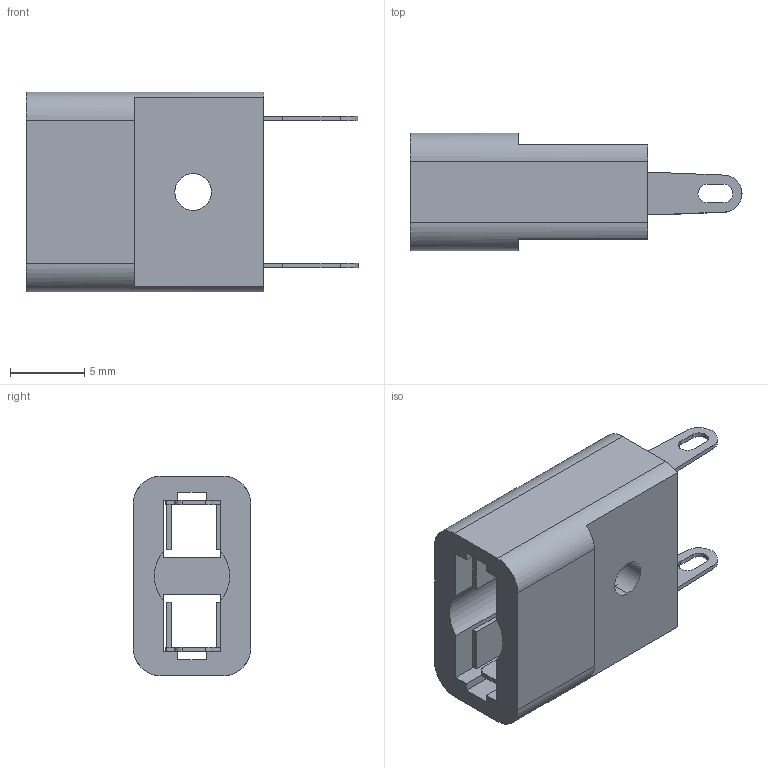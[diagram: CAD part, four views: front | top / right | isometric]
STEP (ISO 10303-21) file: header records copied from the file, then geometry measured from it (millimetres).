
FILE_DESCRIPTION (( 'STEP AP214' ), '1' );
FILE_NAME ('23-07.STEP', '2019-05-31T23:34:02', ( 'user' ), ( 'Microsoft' ), 'SwSTEP 2.0', 'SolidWorks 2018', '' );
FILE_SCHEMA (( 'AUTOMOTIVE_DESIGN' ));
Length unit declared in the file: inch
Products named in the file (3): 78061910xx; 23-07; 9108650208
Assembly tree (3 placements, depth 2):
  23-07
    9108650208
    78061910xx  x2
Bounding box: 22.35 x 7.92 x 13.46 mm (x, y, z)
Volume: 929.1 mm3; surface area: 1799.9 mm2
Topology: 3 solids, 3 shells, 113 faces, 320 edges, 212 vertices
Faces by surface type: plane 93, cylinder 20
Entity records: 2539 total; most frequent: CARTESIAN_POINT 431, ORIENTED_EDGE 422, DIRECTION 403, EDGE_CURVE 211, VECTOR 179, LINE 179, VERTEX_POINT 140, AXIS2_PLACEMENT_3D 112
